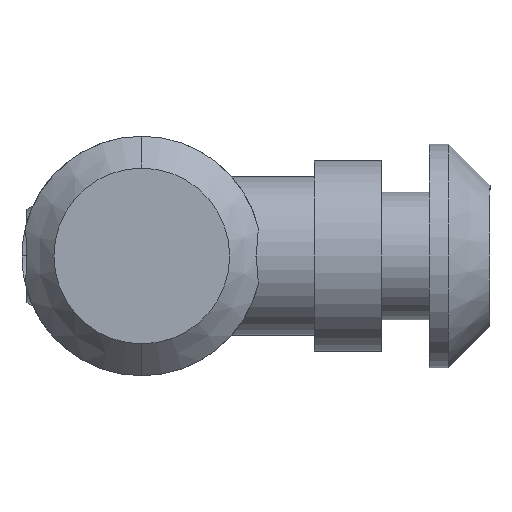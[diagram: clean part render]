
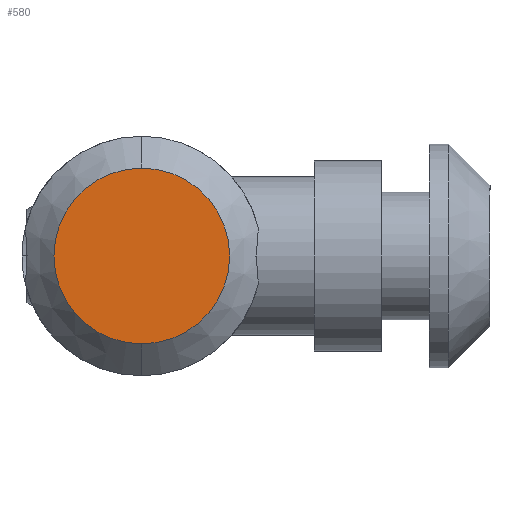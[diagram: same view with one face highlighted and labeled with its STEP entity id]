
A CAD part, front view. The second image highlights one B-rep face of the part: STEP entity #580.
In plain terms, the highlighted planar face has unit normal (0, -1, 0).
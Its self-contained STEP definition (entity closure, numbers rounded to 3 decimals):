
#68 = PLANE ( 'NONE',  #1876 ) ;
#83 = AXIS2_PLACEMENT_3D ( 'NONE', #830, #1001, #502 ) ;
#95 = DIRECTION ( 'NONE',  ( 0., -1., 0. ) ) ;
#236 = VERTEX_POINT ( 'NONE', #487 ) ;
#257 = CARTESIAN_POINT ( 'NONE',  ( 0., -21.7, -5.5 ) ) ;
#280 = CIRCLE ( 'NONE', #412, 5.5 ) ;
#412 = AXIS2_PLACEMENT_3D ( 'NONE', #1655, #95, #1987 ) ;
#487 = CARTESIAN_POINT ( 'NONE',  ( 0., -21.7, 5.5 ) ) ;
#502 = DIRECTION ( 'NONE',  ( 0., 0., -1. ) ) ;
#555 = DIRECTION ( 'NONE',  ( 0., 1., 0. ) ) ;
#580 = ADVANCED_FACE ( 'NONE', ( #706 ), #68, .F. ) ;
#706 = FACE_OUTER_BOUND ( 'NONE', #1253, .T. ) ;
#830 = CARTESIAN_POINT ( 'NONE',  ( 0., -21.7, 0. ) ) ;
#856 = EDGE_CURVE ( 'NONE', #236, #1073, #1669, .T. ) ;
#967 = EDGE_CURVE ( 'NONE', #1073, #236, #280, .T. ) ;
#1001 = DIRECTION ( 'NONE',  ( 0., -1., 0. ) ) ;
#1073 = VERTEX_POINT ( 'NONE', #257 ) ;
#1168 = DIRECTION ( 'NONE',  ( 0., 0., 1. ) ) ;
#1253 = EDGE_LOOP ( 'NONE', ( #1473, #1487 ) ) ;
#1473 = ORIENTED_EDGE ( 'NONE', *, *, #856, .T. ) ;
#1487 = ORIENTED_EDGE ( 'NONE', *, *, #967, .T. ) ;
#1655 = CARTESIAN_POINT ( 'NONE',  ( 0., -21.7, 0. ) ) ;
#1669 = CIRCLE ( 'NONE', #83, 5.5 ) ;
#1876 = AXIS2_PLACEMENT_3D ( 'NONE', #1951, #555, #1168 ) ;
#1951 = CARTESIAN_POINT ( 'NONE',  ( 0., -21.7, 0. ) ) ;
#1987 = DIRECTION ( 'NONE',  ( 0., 0., -1. ) ) ;
